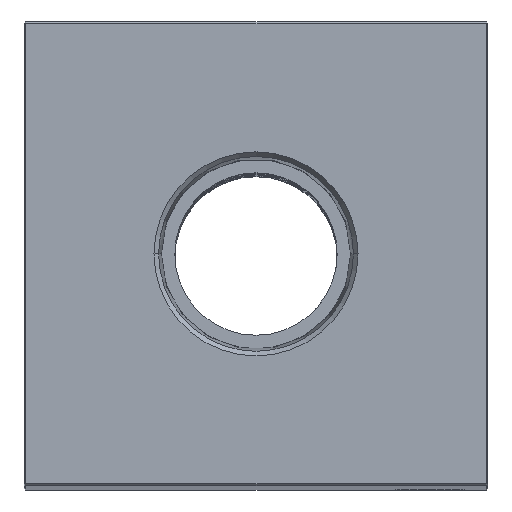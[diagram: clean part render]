
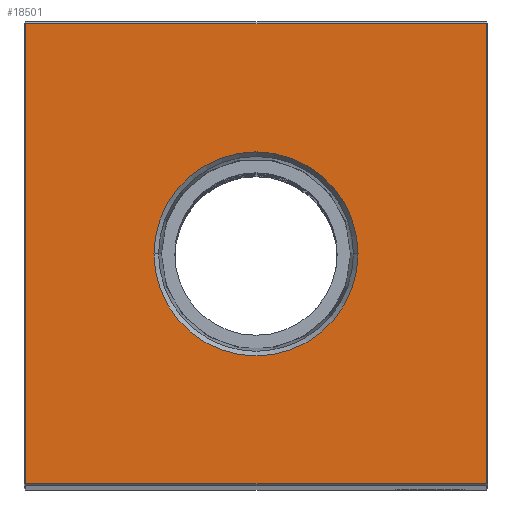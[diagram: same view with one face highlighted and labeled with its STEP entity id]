
A CAD part, top view. The second image highlights one B-rep face of the part: STEP entity #18501.
In plain terms, the highlighted planar face has unit normal (0, 0, 1).
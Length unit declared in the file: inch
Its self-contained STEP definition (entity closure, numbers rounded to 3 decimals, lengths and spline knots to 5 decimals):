
#955 = EDGE_CURVE ( 'NONE', #26774, #14887, #1461, .T. ) ;
#1263 = EDGE_CURVE ( 'NONE', #19694, #26774, #21724, .T. ) ;
#1461 = LINE ( 'NONE', #26237, #2007 ) ;
#1816 = CARTESIAN_POINT ( 'NONE',  ( -1.24, 1.24, 13. ) ) ;
#1975 = EDGE_CURVE ( 'NONE', #22290, #19694, #3540, .T. ) ;
#2007 = VECTOR ( 'NONE', #24332, 39.37008 ) ;
#2217 = EDGE_CURVE ( 'NONE', #13930, #22384, #20488, .T. ) ;
#3088 = DIRECTION ( 'NONE',  ( 1., 0., 0. ) ) ;
#3211 = CARTESIAN_POINT ( 'NONE',  ( 0., 1.24, 13. ) ) ;
#3250 = CARTESIAN_POINT ( 'NONE',  ( 1.24, -1.24, 13. ) ) ;
#3540 = LINE ( 'NONE', #26274, #26131 ) ;
#4013 = DIRECTION ( 'NONE',  ( 1., 0., 0. ) ) ;
#4271 = CARTESIAN_POINT ( 'NONE',  ( 0., 0., 13. ) ) ;
#6304 = CARTESIAN_POINT ( 'NONE',  ( 1.24, 1.24, 13. ) ) ;
#6901 = CARTESIAN_POINT ( 'NONE',  ( 0., -1.24, 13. ) ) ;
#6964 = VECTOR ( 'NONE', #3088, 39.37008 ) ;
#7179 = DIRECTION ( 'NONE',  ( 0., 0., 1. ) ) ;
#7657 = ORIENTED_EDGE ( 'NONE', *, *, #1975, .T. ) ;
#8262 = EDGE_LOOP ( 'NONE', ( #11979, #11188 ) ) ;
#8284 = DIRECTION ( 'NONE',  ( 0., 0., -1. ) ) ;
#9153 = CARTESIAN_POINT ( 'NONE',  ( -0.5499, 0., 13. ) ) ;
#9635 = AXIS2_PLACEMENT_3D ( 'NONE', #26367, #7179, #21756 ) ;
#10317 = PLANE ( 'NONE',  #13151 ) ;
#10698 = EDGE_CURVE ( 'NONE', #14887, #22290, #21488, .T. ) ;
#11188 = ORIENTED_EDGE ( 'NONE', *, *, #2217, .F. ) ;
#11979 = ORIENTED_EDGE ( 'NONE', *, *, #17370, .F. ) ;
#13151 = AXIS2_PLACEMENT_3D ( 'NONE', #18642, #8284, #16582 ) ;
#13930 = VERTEX_POINT ( 'NONE', #9153 ) ;
#14146 = CARTESIAN_POINT ( 'NONE',  ( 0.5499, 0., 13. ) ) ;
#14887 = VERTEX_POINT ( 'NONE', #26861 ) ;
#16116 = AXIS2_PLACEMENT_3D ( 'NONE', #4271, #22683, #4013 ) ;
#16343 = VECTOR ( 'NONE', #17500, 39.37008 ) ;
#16582 = DIRECTION ( 'NONE',  ( -1., 0., 0. ) ) ;
#16696 = DIRECTION ( 'NONE',  ( 0., 1., 0. ) ) ;
#17050 = CIRCLE ( 'NONE', #9635, 0.5499 ) ;
#17370 = EDGE_CURVE ( 'NONE', #22384, #13930, #17050, .T. ) ;
#17500 = DIRECTION ( 'NONE',  ( -1., 0., 0. ) ) ;
#17898 = ORIENTED_EDGE ( 'NONE', *, *, #955, .T. ) ;
#18236 = ORIENTED_EDGE ( 'NONE', *, *, #10698, .T. ) ;
#18501 = ADVANCED_FACE ( 'NONE', ( #22736, #20684 ), #10317, .F. ) ;
#18642 = CARTESIAN_POINT ( 'NONE',  ( 0., 0., 13. ) ) ;
#19694 = VERTEX_POINT ( 'NONE', #6304 ) ;
#20488 = CIRCLE ( 'NONE', #16116, 0.5499 ) ;
#20684 = FACE_BOUND ( 'NONE', #8262, .T. ) ;
#21488 = LINE ( 'NONE', #6901, #6964 ) ;
#21724 = LINE ( 'NONE', #3211, #16343 ) ;
#21756 = DIRECTION ( 'NONE',  ( 1., 0., 0. ) ) ;
#22290 = VERTEX_POINT ( 'NONE', #3250 ) ;
#22384 = VERTEX_POINT ( 'NONE', #14146 ) ;
#22670 = ORIENTED_EDGE ( 'NONE', *, *, #1263, .T. ) ;
#22677 = EDGE_LOOP ( 'NONE', ( #17898, #18236, #7657, #22670 ) ) ;
#22683 = DIRECTION ( 'NONE',  ( 0., 0., 1. ) ) ;
#22736 = FACE_OUTER_BOUND ( 'NONE', #22677, .T. ) ;
#24332 = DIRECTION ( 'NONE',  ( 0., -1., 0. ) ) ;
#26131 = VECTOR ( 'NONE', #16696, 39.37008 ) ;
#26237 = CARTESIAN_POINT ( 'NONE',  ( -1.24, 0., 13. ) ) ;
#26274 = CARTESIAN_POINT ( 'NONE',  ( 1.24, 0., 13. ) ) ;
#26367 = CARTESIAN_POINT ( 'NONE',  ( 0., 0., 13. ) ) ;
#26774 = VERTEX_POINT ( 'NONE', #1816 ) ;
#26861 = CARTESIAN_POINT ( 'NONE',  ( -1.24, -1.24, 13. ) ) ;
